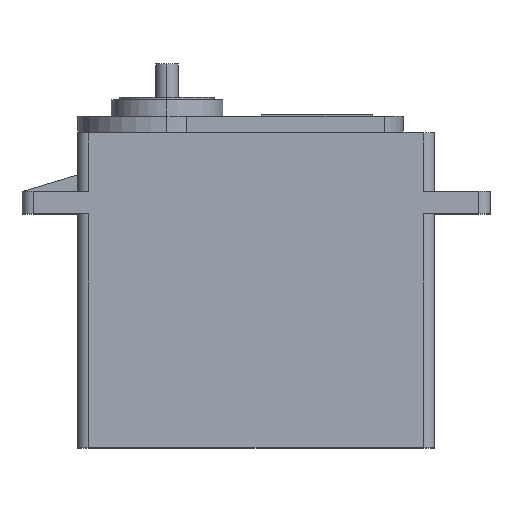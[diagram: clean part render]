
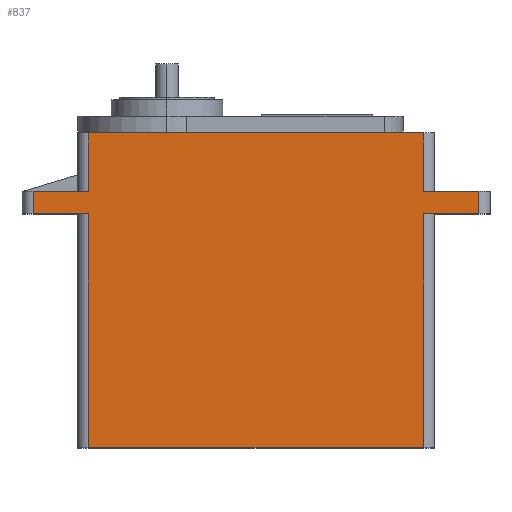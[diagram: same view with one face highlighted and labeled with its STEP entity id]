
A CAD part, top view. The second image highlights one B-rep face of the part: STEP entity #837.
In plain terms, the highlighted planar face has unit normal (0, 0, 1).
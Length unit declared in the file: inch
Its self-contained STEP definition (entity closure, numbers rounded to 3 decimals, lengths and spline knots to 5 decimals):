
#3 = CARTESIAN_POINT ( 'NONE',  ( 0., 1.4125, 0. ) ) ;
#36 = LINE ( 'NONE', #780, #2515 ) ;
#42 = VERTEX_POINT ( 'NONE', #2361 ) ;
#73 = VECTOR ( 'NONE', #1006, 39.37008 ) ;
#110 = VECTOR ( 'NONE', #1849, 39.37008 ) ;
#134 = LINE ( 'NONE', #1670, #1357 ) ;
#155 = AXIS2_PLACEMENT_3D ( 'NONE', #1581, #2543, #585 ) ;
#162 = VECTOR ( 'NONE', #1496, 39.37008 ) ;
#172 = CARTESIAN_POINT ( 'NONE',  ( -1.55, 1.4125, 0. ) ) ;
#194 = CARTESIAN_POINT ( 'NONE',  ( -1.55, 1.05, 0. ) ) ;
#224 = LINE ( 'NONE', #638, #73 ) ;
#236 = VERTEX_POINT ( 'NONE', #2020 ) ;
#295 = EDGE_CURVE ( 'NONE', #2065, #1916, #2202, .T. ) ;
#325 = ORIENTED_EDGE ( 'NONE', *, *, #966, .T. ) ;
#385 = CARTESIAN_POINT ( 'NONE',  ( -0.05, 1.4125, 0. ) ) ;
#395 = VERTEX_POINT ( 'NONE', #2082 ) ;
#472 = VERTEX_POINT ( 'NONE', #194 ) ;
#520 = ORIENTED_EDGE ( 'NONE', *, *, #2062, .T. ) ;
#547 = EDGE_CURVE ( 'NONE', #395, #1148, #956, .T. ) ;
#573 = VECTOR ( 'NONE', #1813, 39.37008 ) ;
#577 = VECTOR ( 'NONE', #1915, 39.37008 ) ;
#585 = DIRECTION ( 'NONE',  ( -1., 0., 0. ) ) ;
#638 = CARTESIAN_POINT ( 'NONE',  ( -1.55, 1.4125, 0. ) ) ;
#654 = CARTESIAN_POINT ( 'NONE',  ( 0., 1.15, 0. ) ) ;
#661 = VECTOR ( 'NONE', #1816, 39.37008 ) ;
#663 = VERTEX_POINT ( 'NONE', #1085 ) ;
#683 = ORIENTED_EDGE ( 'NONE', *, *, #1989, .T. ) ;
#687 = VERTEX_POINT ( 'NONE', #2089 ) ;
#692 = ORIENTED_EDGE ( 'NONE', *, *, #2092, .T. ) ;
#709 = CARTESIAN_POINT ( 'NONE',  ( -0.05, 1.4125, 0. ) ) ;
#714 = CARTESIAN_POINT ( 'NONE',  ( 0., 1.4125, 0. ) ) ;
#780 = CARTESIAN_POINT ( 'NONE',  ( -1.55, 1.4125, 0. ) ) ;
#785 = ORIENTED_EDGE ( 'NONE', *, *, #2040, .T. ) ;
#798 = DIRECTION ( 'NONE',  ( 1., 0., 0. ) ) ;
#837 = ADVANCED_FACE ( 'NONE', ( #1746 ), #989, .F. ) ;
#844 = ORIENTED_EDGE ( 'NONE', *, *, #295, .T. ) ;
#875 = ORIENTED_EDGE ( 'NONE', *, *, #1690, .T. ) ;
#933 = EDGE_CURVE ( 'NONE', #687, #1916, #2046, .T. ) ;
#956 = LINE ( 'NONE', #3, #1343 ) ;
#966 = EDGE_CURVE ( 'NONE', #970, #2301, #1834, .T. ) ;
#970 = VERTEX_POINT ( 'NONE', #1215 ) ;
#986 = EDGE_CURVE ( 'NONE', #2301, #42, #1608, .T. ) ;
#989 = PLANE ( 'NONE',  #155 ) ;
#1006 = DIRECTION ( 'NONE',  ( 0., -1., 0. ) ) ;
#1085 = CARTESIAN_POINT ( 'NONE',  ( -0.05, 1.05, 0. ) ) ;
#1100 = CARTESIAN_POINT ( 'NONE',  ( 0.2, 1.05, 0. ) ) ;
#1117 = EDGE_CURVE ( 'NONE', #687, #1148, #1874, .T. ) ;
#1148 = VERTEX_POINT ( 'NONE', #385 ) ;
#1150 = VECTOR ( 'NONE', #1838, 39.37008 ) ;
#1160 = VERTEX_POINT ( 'NONE', #172 ) ;
#1174 = CARTESIAN_POINT ( 'NONE',  ( 0.2, 1.15, 0. ) ) ;
#1211 = CARTESIAN_POINT ( 'NONE',  ( 0.2, 1.4125, 0. ) ) ;
#1215 = CARTESIAN_POINT ( 'NONE',  ( -1.55, 1.15, 0. ) ) ;
#1242 = DIRECTION ( 'NONE',  ( 1., 0., 0. ) ) ;
#1246 = LINE ( 'NONE', #2037, #1150 ) ;
#1269 = CARTESIAN_POINT ( 'NONE',  ( -0.05, 0., 0. ) ) ;
#1272 = ORIENTED_EDGE ( 'NONE', *, *, #1364, .T. ) ;
#1343 = VECTOR ( 'NONE', #798, 39.37008 ) ;
#1357 = VECTOR ( 'NONE', #2288, 39.37008 ) ;
#1364 = EDGE_CURVE ( 'NONE', #1160, #970, #224, .T. ) ;
#1446 = CARTESIAN_POINT ( 'NONE',  ( -0.05, 1.4125, 0. ) ) ;
#1477 = ORIENTED_EDGE ( 'NONE', *, *, #933, .F. ) ;
#1496 = DIRECTION ( 'NONE',  ( 1., 0., 0. ) ) ;
#1537 = ORIENTED_EDGE ( 'NONE', *, *, #2203, .F. ) ;
#1561 = DIRECTION ( 'NONE',  ( 0., -1., 0. ) ) ;
#1581 = CARTESIAN_POINT ( 'NONE',  ( 0., 1.4125, 0. ) ) ;
#1608 = LINE ( 'NONE', #1641, #110 ) ;
#1641 = CARTESIAN_POINT ( 'NONE',  ( -1.8, 1.4125, 0. ) ) ;
#1648 = DIRECTION ( 'NONE',  ( 0., 1., 0. ) ) ;
#1670 = CARTESIAN_POINT ( 'NONE',  ( -1.6, 1.05, 0. ) ) ;
#1676 = ORIENTED_EDGE ( 'NONE', *, *, #547, .F. ) ;
#1690 = EDGE_CURVE ( 'NONE', #472, #236, #36, .T. ) ;
#1746 = FACE_OUTER_BOUND ( 'NONE', #2538, .T. ) ;
#1765 = VERTEX_POINT ( 'NONE', #1269 ) ;
#1813 = DIRECTION ( 'NONE',  ( -1., 0., 0. ) ) ;
#1816 = DIRECTION ( 'NONE',  ( 1., 0., 0. ) ) ;
#1828 = LINE ( 'NONE', #1446, #1942 ) ;
#1834 = LINE ( 'NONE', #2245, #573 ) ;
#1838 = DIRECTION ( 'NONE',  ( 1., 0., 0. ) ) ;
#1839 = VECTOR ( 'NONE', #2006, 39.37008 ) ;
#1849 = DIRECTION ( 'NONE',  ( 0., -1., 0. ) ) ;
#1874 = LINE ( 'NONE', #709, #577 ) ;
#1915 = DIRECTION ( 'NONE',  ( 0., 1., 0. ) ) ;
#1916 = VERTEX_POINT ( 'NONE', #1174 ) ;
#1942 = VECTOR ( 'NONE', #1648, 39.37008 ) ;
#1989 = EDGE_CURVE ( 'NONE', #1765, #663, #1828, .T. ) ;
#2006 = DIRECTION ( 'NONE',  ( 0., 1., 0. ) ) ;
#2018 = CARTESIAN_POINT ( 'NONE',  ( 0., 1.05, 0. ) ) ;
#2020 = CARTESIAN_POINT ( 'NONE',  ( -1.55, 0., 0. ) ) ;
#2037 = CARTESIAN_POINT ( 'NONE',  ( 0., 0., 0. ) ) ;
#2040 = EDGE_CURVE ( 'NONE', #236, #1765, #1246, .T. ) ;
#2046 = LINE ( 'NONE', #654, #2466 ) ;
#2062 = EDGE_CURVE ( 'NONE', #663, #2065, #2407, .T. ) ;
#2065 = VERTEX_POINT ( 'NONE', #1100 ) ;
#2082 = CARTESIAN_POINT ( 'NONE',  ( -1.2, 1.4125, 0. ) ) ;
#2089 = CARTESIAN_POINT ( 'NONE',  ( -0.05, 1.15, 0. ) ) ;
#2092 = EDGE_CURVE ( 'NONE', #42, #472, #134, .T. ) ;
#2173 = CARTESIAN_POINT ( 'NONE',  ( -1.8, 1.15, 0. ) ) ;
#2202 = LINE ( 'NONE', #1211, #1839 ) ;
#2203 = EDGE_CURVE ( 'NONE', #1160, #395, #2482, .T. ) ;
#2245 = CARTESIAN_POINT ( 'NONE',  ( -1.85, 1.15, 0. ) ) ;
#2288 = DIRECTION ( 'NONE',  ( 1., 0., 0. ) ) ;
#2292 = ORIENTED_EDGE ( 'NONE', *, *, #986, .T. ) ;
#2301 = VERTEX_POINT ( 'NONE', #2173 ) ;
#2361 = CARTESIAN_POINT ( 'NONE',  ( -1.8, 1.05, 0. ) ) ;
#2407 = LINE ( 'NONE', #2018, #661 ) ;
#2466 = VECTOR ( 'NONE', #1242, 39.37008 ) ;
#2482 = LINE ( 'NONE', #714, #162 ) ;
#2515 = VECTOR ( 'NONE', #1561, 39.37008 ) ;
#2527 = ORIENTED_EDGE ( 'NONE', *, *, #1117, .T. ) ;
#2538 = EDGE_LOOP ( 'NONE', ( #520, #844, #1477, #2527, #1676, #1537, #1272, #325, #2292, #692, #875, #785, #683 ) ) ;
#2543 = DIRECTION ( 'NONE',  ( 0., 0., -1. ) ) ;
